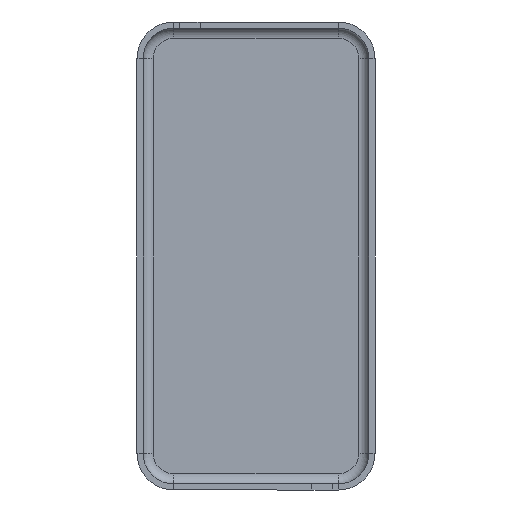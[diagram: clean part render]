
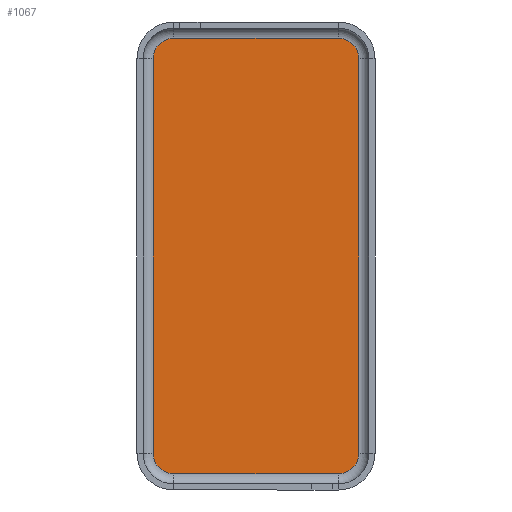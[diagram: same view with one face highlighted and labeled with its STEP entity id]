
A CAD part, front view. The second image highlights one B-rep face of the part: STEP entity #1067.
In plain terms, the highlighted planar face has unit normal (0, -1, 0).
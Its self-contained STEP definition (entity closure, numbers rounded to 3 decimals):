
#22 = CARTESIAN_POINT ( 'NONE',  ( 4.05, -0.3, 9.7 ) ) ;
#33 = ORIENTED_EDGE ( 'NONE', *, *, #1253, .F. ) ;
#36 = CIRCLE ( 'NONE', #781, 1. ) ;
#105 = CIRCLE ( 'NONE', #1428, 1. ) ;
#160 = VERTEX_POINT ( 'NONE', #872 ) ;
#229 = DIRECTION ( 'NONE',  ( 0., 0., 1. ) ) ;
#236 = EDGE_CURVE ( 'NONE', #1255, #160, #752, .T. ) ;
#257 = EDGE_CURVE ( 'NONE', #478, #778, #1302, .T. ) ;
#274 = LINE ( 'NONE', #1303, #882 ) ;
#292 = AXIS2_PLACEMENT_3D ( 'NONE', #1023, #363, #922 ) ;
#305 = ORIENTED_EDGE ( 'NONE', *, *, #948, .F. ) ;
#344 = PLANE ( 'NONE',  #711 ) ;
#363 = DIRECTION ( 'NONE',  ( 0., 1., 0. ) ) ;
#377 = EDGE_LOOP ( 'NONE', ( #786, #1208, #305, #863, #866, #33, #1035, #1433 ) ) ;
#386 = EDGE_CURVE ( 'NONE', #465, #478, #630, .T. ) ;
#403 = DIRECTION ( 'NONE',  ( -1., 0., 0. ) ) ;
#415 = VECTOR ( 'NONE', #403, 1000. ) ;
#465 = VERTEX_POINT ( 'NONE', #1267 ) ;
#478 = VERTEX_POINT ( 'NONE', #823 ) ;
#481 = CARTESIAN_POINT ( 'NONE',  ( -5.05, -0.3, 9.7 ) ) ;
#487 = CARTESIAN_POINT ( 'NONE',  ( 5.05, -0.3, -9.7 ) ) ;
#504 = VECTOR ( 'NONE', #600, 1000. ) ;
#545 = DIRECTION ( 'NONE',  ( 0., 1., 0. ) ) ;
#559 = CARTESIAN_POINT ( 'NONE',  ( 5.05, -0.3, 9.7 ) ) ;
#562 = DIRECTION ( 'NONE',  ( 0., 1., 0. ) ) ;
#591 = DIRECTION ( 'NONE',  ( 0., 0., -1. ) ) ;
#600 = DIRECTION ( 'NONE',  ( 0., 0., 1. ) ) ;
#630 = CIRCLE ( 'NONE', #292, 1. ) ;
#711 = AXIS2_PLACEMENT_3D ( 'NONE', #22, #1332, #1013 ) ;
#752 = CIRCLE ( 'NONE', #1114, 1. ) ;
#762 = EDGE_CURVE ( 'NONE', #961, #1255, #801, .T. ) ;
#778 = VERTEX_POINT ( 'NONE', #481 ) ;
#781 = AXIS2_PLACEMENT_3D ( 'NONE', #1339, #562, #784 ) ;
#784 = DIRECTION ( 'NONE',  ( 0., 0., 1. ) ) ;
#786 = ORIENTED_EDGE ( 'NONE', *, *, #1072, .F. ) ;
#794 = LINE ( 'NONE', #1055, #415 ) ;
#801 = LINE ( 'NONE', #1360, #1427 ) ;
#823 = CARTESIAN_POINT ( 'NONE',  ( -5.05, -0.3, -9.7 ) ) ;
#863 = ORIENTED_EDGE ( 'NONE', *, *, #257, .F. ) ;
#866 = ORIENTED_EDGE ( 'NONE', *, *, #386, .F. ) ;
#872 = CARTESIAN_POINT ( 'NONE',  ( 4.05, -0.3, -10.7 ) ) ;
#879 = CARTESIAN_POINT ( 'NONE',  ( -4.05, -0.3, 9.7 ) ) ;
#882 = VECTOR ( 'NONE', #1183, 1000. ) ;
#898 = CARTESIAN_POINT ( 'NONE',  ( 4.05, -0.3, 10.7 ) ) ;
#922 = DIRECTION ( 'NONE',  ( 0., 0., 1. ) ) ;
#931 = DIRECTION ( 'NONE',  ( 0., 1., 0. ) ) ;
#948 = EDGE_CURVE ( 'NONE', #778, #1168, #105, .T. ) ;
#961 = VERTEX_POINT ( 'NONE', #559 ) ;
#1013 = DIRECTION ( 'NONE',  ( 0., 0., -1. ) ) ;
#1023 = CARTESIAN_POINT ( 'NONE',  ( -4.05, -0.3, -9.7 ) ) ;
#1035 = ORIENTED_EDGE ( 'NONE', *, *, #236, .F. ) ;
#1051 = DIRECTION ( 'NONE',  ( 0., 0., 1. ) ) ;
#1055 = CARTESIAN_POINT ( 'NONE',  ( 4.05, -0.3, -10.7 ) ) ;
#1067 = ADVANCED_FACE ( 'NONE', ( #1312 ), #344, .T. ) ;
#1072 = EDGE_CURVE ( 'NONE', #1084, #961, #36, .T. ) ;
#1084 = VERTEX_POINT ( 'NONE', #898 ) ;
#1087 = CARTESIAN_POINT ( 'NONE',  ( -4.05, -0.3, 10.7 ) ) ;
#1102 = EDGE_CURVE ( 'NONE', #1168, #1084, #274, .T. ) ;
#1114 = AXIS2_PLACEMENT_3D ( 'NONE', #1273, #931, #1051 ) ;
#1162 = CARTESIAN_POINT ( 'NONE',  ( -5.05, -0.3, -9.7 ) ) ;
#1168 = VERTEX_POINT ( 'NONE', #1087 ) ;
#1183 = DIRECTION ( 'NONE',  ( 1., 0., 0. ) ) ;
#1208 = ORIENTED_EDGE ( 'NONE', *, *, #1102, .F. ) ;
#1253 = EDGE_CURVE ( 'NONE', #160, #465, #794, .T. ) ;
#1255 = VERTEX_POINT ( 'NONE', #487 ) ;
#1267 = CARTESIAN_POINT ( 'NONE',  ( -4.05, -0.3, -10.7 ) ) ;
#1273 = CARTESIAN_POINT ( 'NONE',  ( 4.05, -0.3, -9.7 ) ) ;
#1302 = LINE ( 'NONE', #1162, #504 ) ;
#1303 = CARTESIAN_POINT ( 'NONE',  ( -4.05, -0.3, 10.7 ) ) ;
#1312 = FACE_OUTER_BOUND ( 'NONE', #377, .T. ) ;
#1332 = DIRECTION ( 'NONE',  ( 0., -1., 0. ) ) ;
#1339 = CARTESIAN_POINT ( 'NONE',  ( 4.05, -0.3, 9.7 ) ) ;
#1360 = CARTESIAN_POINT ( 'NONE',  ( 5.05, -0.3, 9.7 ) ) ;
#1427 = VECTOR ( 'NONE', #591, 1000. ) ;
#1428 = AXIS2_PLACEMENT_3D ( 'NONE', #879, #545, #229 ) ;
#1433 = ORIENTED_EDGE ( 'NONE', *, *, #762, .F. ) ;
